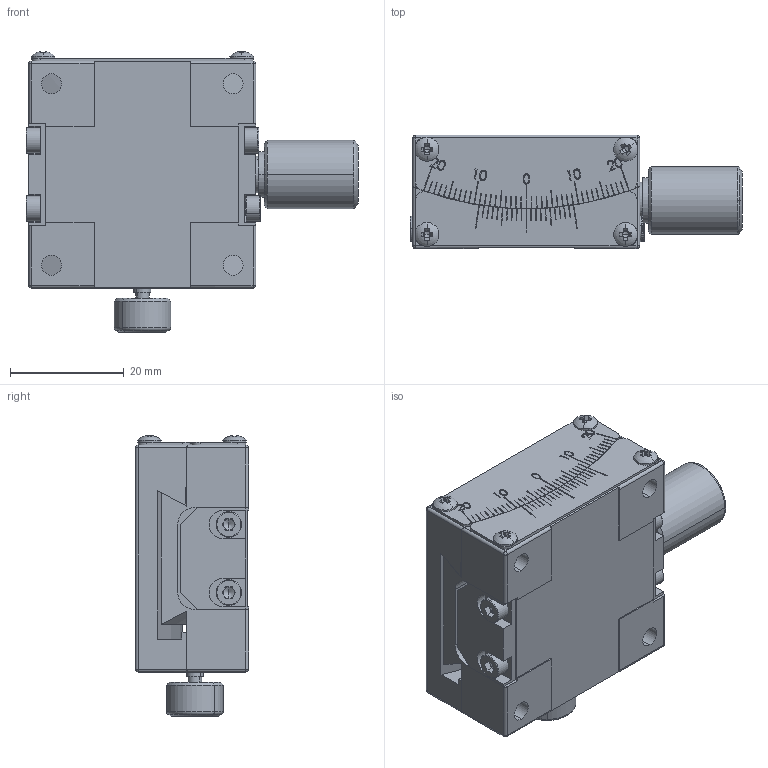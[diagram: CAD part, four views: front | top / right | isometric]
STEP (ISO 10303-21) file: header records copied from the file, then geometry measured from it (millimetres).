
FILE_DESCRIPTION (( 'STEP AP203' ), '1' );
FILE_NAME ('MXG4-40CS.STEP', '2021-02-23T05:18:15', ( '' ), ( '' ), 'SwSTEP 2.0', 'SolidWorks 2020', '' );
FILE_SCHEMA (( 'CONFIG_CONTROL_DESIGN' ));
Length unit declared in the file: millimetre
Products named in the file (1): MXG4-40CS
Bounding box: 58.5 x 20 x 49.43 mm (x, y, z)
Volume: 32510.9 mm3; surface area: 13430.5 mm2
Topology: 2 solids, 2 shells, 835 faces, 2068 edges, 1297 vertices
Faces by surface type: plane 571, cylinder 111, cone 66, bspline 57, sphere 16, torus 14
Entity records: 28938 total; most frequent: CARTESIAN_POINT 9424, ORIENTED_EDGE 4052, DIRECTION 3842, EDGE_CURVE 2026, VECTOR 1406, LINE 1406, VERTEX_POINT 1297, AXIS2_PLACEMENT_3D 1218
